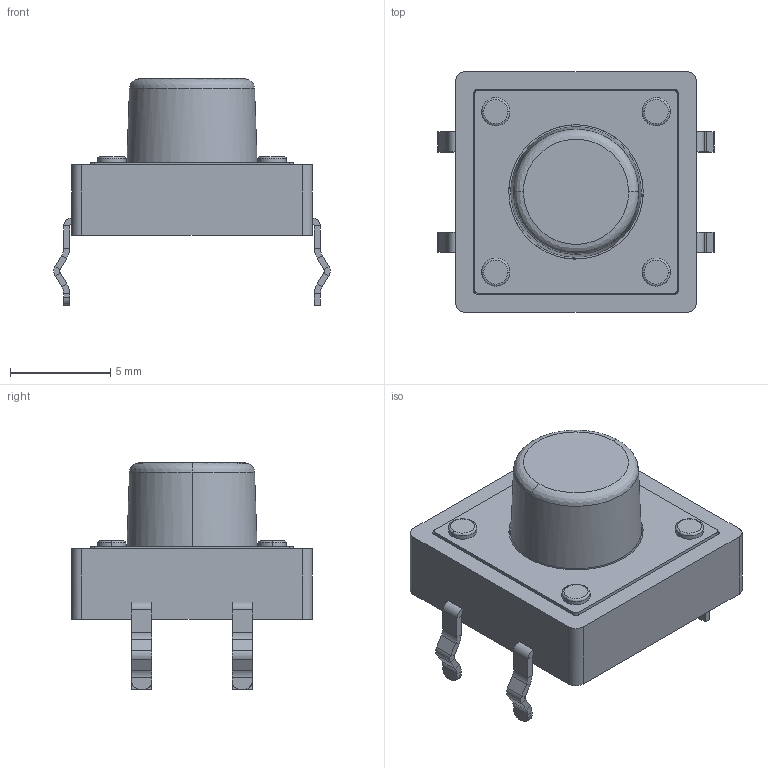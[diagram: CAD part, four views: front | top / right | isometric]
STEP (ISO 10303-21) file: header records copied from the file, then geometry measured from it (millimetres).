
FILE_DESCRIPTION(('Open CASCADE Model'),'2;1');
FILE_NAME('Open CASCADE Shape Model','2025-11-27T14:47:22',('Author'),( 'Open CASCADE'),'Open CASCADE STEP processor 7.9','Open CASCADE 7.9' ,'Unknown');
FILE_SCHEMA(('AUTOMOTIVE_DESIGN { 1 0 10303 214 1 1 1 1 }'));
Length unit declared in the file: millimetre
Products named in the file (1): COMPOUND
Bounding box: 13.8 x 12 x 11.3 mm (x, y, z)
Volume: 652.2 mm3; surface area: 814.7 mm2
Topology: 3 solids, 3 shells, 435 faces, 1063 edges, 662 vertices
Faces by surface type: bspline 435
Entity records: 15437 total; most frequent: CARTESIAN_POINT 5845, ORIENTED_EDGE 2126, EDGE_CURVE 1063, B_SPLINE_CURVE_WITH_KNOTS 921, VERTEX_POINT 662, FACE_BOUND 465, EDGE_LOOP 465, PRESENTATION_STYLE_ASSIGNMENT 438
